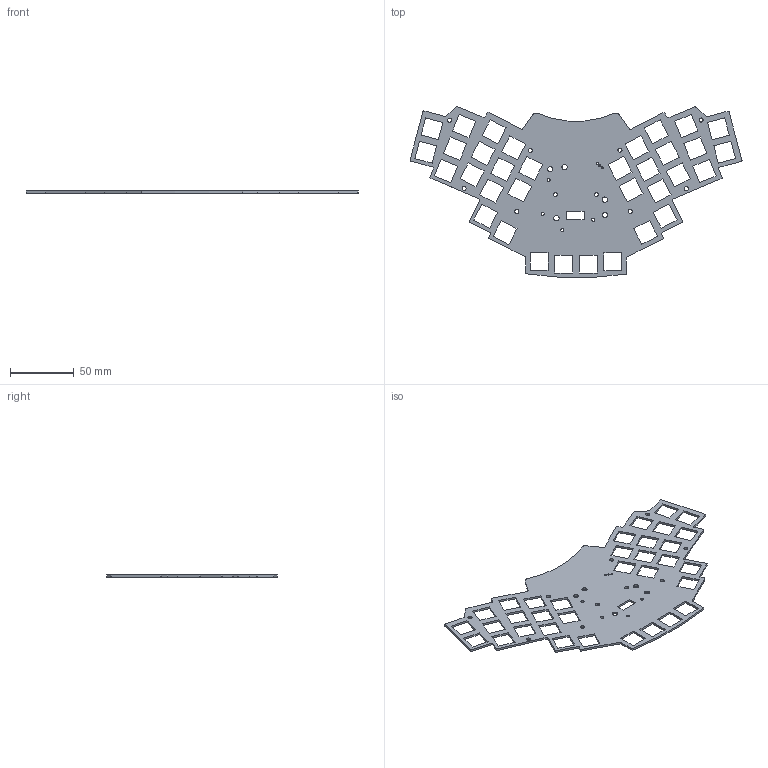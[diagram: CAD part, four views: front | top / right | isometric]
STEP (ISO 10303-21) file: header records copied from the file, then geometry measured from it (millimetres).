
FILE_DESCRIPTION(('KiCad electronic assembly'),'2;1');
FILE_NAME('Batreeq-plate-top-step.STEP','2022-10-18T18:20:58',('Pcbnew') ,('Kicad'),'Open CASCADE STEP processor 7.6','KiCad to STEP converter' ,'Unknown');
FILE_SCHEMA(('AUTOMOTIVE_DESIGN { 1 0 10303 214 1 1 1 1 }'));
Length unit declared in the file: millimetre
Products named in the file (2): Batreeq-plate-top-step 1; Batreeq-plate-top PCB
Assembly tree (1 placements, depth 2):
  Batreeq-plate-top-step 1
    Batreeq-plate-top PCB
Bounding box: 260.68 x 134.15 x 1.6 mm (x, y, z)
Volume: 24987.8 mm3; surface area: 35889.9 mm2
Topology: 1 solids, 1 shells, 236 faces, 702 edges, 468 vertices
Faces by surface type: plane 178, cylinder 58
Full cylindrical faces by diameter (mm): 1.5 x3, 2.4 x4, 3.2 x10, 4.2 x3
Entity records: 17611 total; most frequent: CARTESIAN_POINT 3508, DIRECTION 2582, LINE 1874, VECTOR 1874, ORIENTED_EDGE 1404, PCURVE 1404, DEFINITIONAL_REPRESENTATION 1404, EDGE_CURVE 702
